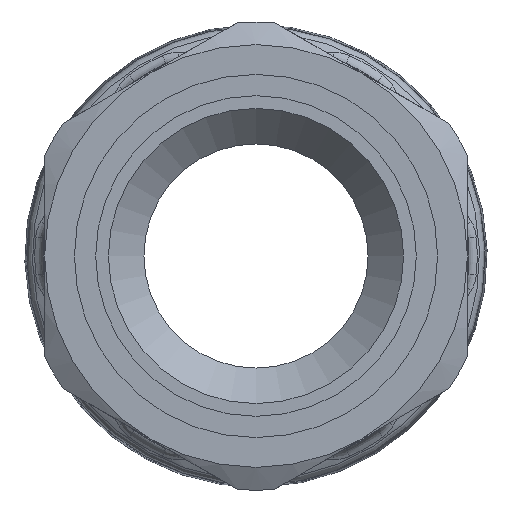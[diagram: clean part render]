
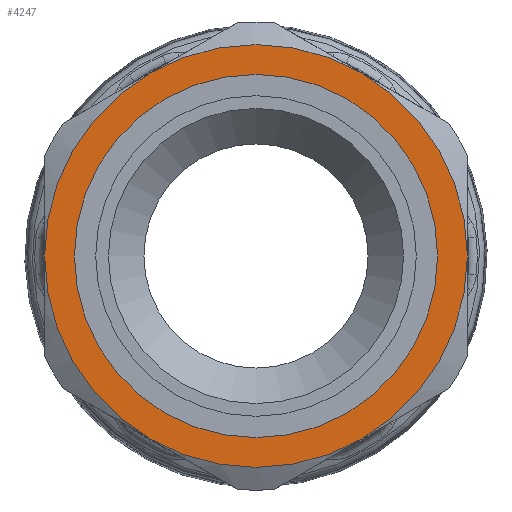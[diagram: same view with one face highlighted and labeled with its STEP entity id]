
A CAD part, front view. The second image highlights one B-rep face of the part: STEP entity #4247.
In plain terms, the highlighted planar face has unit normal (0, -1, 0).
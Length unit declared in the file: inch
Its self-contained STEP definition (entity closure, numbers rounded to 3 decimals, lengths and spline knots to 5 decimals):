
#403=FACE_BOUND('',#1010,.T.);
#453=PLANE('',#4783);
#718=FACE_OUTER_BOUND('',#1009,.T.);
#1009=EDGE_LOOP('',(#3614,#3615,#3616,#3617,#3618,#3619));
#1010=EDGE_LOOP('',(#3620));
#1486=CIRCLE('',#4723,0.745);
#1488=CIRCLE('',#4726,0.745);
#1490=CIRCLE('',#4729,0.745);
#1492=CIRCLE('',#4732,0.745);
#1494=CIRCLE('',#4735,0.745);
#1500=CIRCLE('',#4744,0.745);
#1504=CIRCLE('',#4755,0.5);
#1824=VERTEX_POINT('',#10268);
#1826=VERTEX_POINT('',#10273);
#1828=VERTEX_POINT('',#10281);
#1829=VERTEX_POINT('',#10282);
#1832=VERTEX_POINT('',#10294);
#1835=VERTEX_POINT('',#10306);
#1855=VERTEX_POINT('',#10393);
#2385=EDGE_CURVE('',#1826,#1824,#1486,.T.);
#2388=EDGE_CURVE('',#1828,#1829,#1488,.T.);
#2392=EDGE_CURVE('',#1829,#1832,#1490,.T.);
#2396=EDGE_CURVE('',#1832,#1835,#1492,.T.);
#2400=EDGE_CURVE('',#1835,#1826,#1494,.T.);
#2410=EDGE_CURVE('',#1824,#1828,#1500,.T.);
#2428=EDGE_CURVE('',#1855,#1855,#1504,.T.);
#3614=ORIENTED_EDGE('',*,*,#2388,.T.);
#3615=ORIENTED_EDGE('',*,*,#2392,.T.);
#3616=ORIENTED_EDGE('',*,*,#2396,.T.);
#3617=ORIENTED_EDGE('',*,*,#2400,.T.);
#3618=ORIENTED_EDGE('',*,*,#2385,.T.);
#3619=ORIENTED_EDGE('',*,*,#2410,.T.);
#3620=ORIENTED_EDGE('',*,*,#2428,.F.);
#4247=ADVANCED_FACE('',(#718,#403),#453,.T.);
#4723=AXIS2_PLACEMENT_3D('',#10274,#5795,#5796);
#4726=AXIS2_PLACEMENT_3D('',#10283,#5801,#5802);
#4729=AXIS2_PLACEMENT_3D('',#10295,#5807,#5808);
#4732=AXIS2_PLACEMENT_3D('',#10307,#5813,#5814);
#4735=AXIS2_PLACEMENT_3D('',#10318,#5819,#5820);
#4744=AXIS2_PLACEMENT_3D('',#10344,#5838,#5839);
#4755=AXIS2_PLACEMENT_3D('',#10394,#5867,#5868);
#4783=AXIS2_PLACEMENT_3D('',#10459,#5931,#5932);
#5795=DIRECTION('center_axis',(0.,-1.,0.));
#5796=DIRECTION('ref_axis',(-1.,0.,0.));
#5801=DIRECTION('center_axis',(0.,-1.,0.));
#5802=DIRECTION('ref_axis',(-1.,0.,0.));
#5807=DIRECTION('center_axis',(0.,-1.,0.));
#5808=DIRECTION('ref_axis',(-1.,0.,0.));
#5813=DIRECTION('center_axis',(0.,-1.,0.));
#5814=DIRECTION('ref_axis',(-1.,0.,0.));
#5819=DIRECTION('center_axis',(0.,-1.,0.));
#5820=DIRECTION('ref_axis',(-1.,0.,0.));
#5838=DIRECTION('center_axis',(0.,-1.,0.));
#5839=DIRECTION('ref_axis',(-1.,0.,0.));
#5867=DIRECTION('center_axis',(0.,-1.,0.));
#5868=DIRECTION('ref_axis',(-1.,0.,0.));
#5931=DIRECTION('center_axis',(0.,-1.,0.));
#5932=DIRECTION('ref_axis',(-1.,0.,0.));
#10268=CARTESIAN_POINT('',(0.3725,-2.08165,0.64519));
#10273=CARTESIAN_POINT('',(0.745,-2.08165,0.));
#10274=CARTESIAN_POINT('Origin',(0.,-2.08165,0.));
#10281=CARTESIAN_POINT('',(-0.3725,-2.08165,0.64519));
#10282=CARTESIAN_POINT('',(-0.745,-2.08165,0.));
#10283=CARTESIAN_POINT('Origin',(0.,-2.08165,0.));
#10294=CARTESIAN_POINT('',(-0.3725,-2.08165,-0.64519));
#10295=CARTESIAN_POINT('Origin',(0.,-2.08165,0.));
#10306=CARTESIAN_POINT('',(0.3725,-2.08165,-0.64519));
#10307=CARTESIAN_POINT('Origin',(0.,-2.08165,0.));
#10318=CARTESIAN_POINT('Origin',(0.,-2.08165,0.));
#10344=CARTESIAN_POINT('Origin',(0.,-2.08165,0.));
#10393=CARTESIAN_POINT('',(0.5,-2.08165,0.));
#10394=CARTESIAN_POINT('Origin',(0.,-2.08165,0.));
#10459=CARTESIAN_POINT('Origin',(0.,-2.08165,0.));
